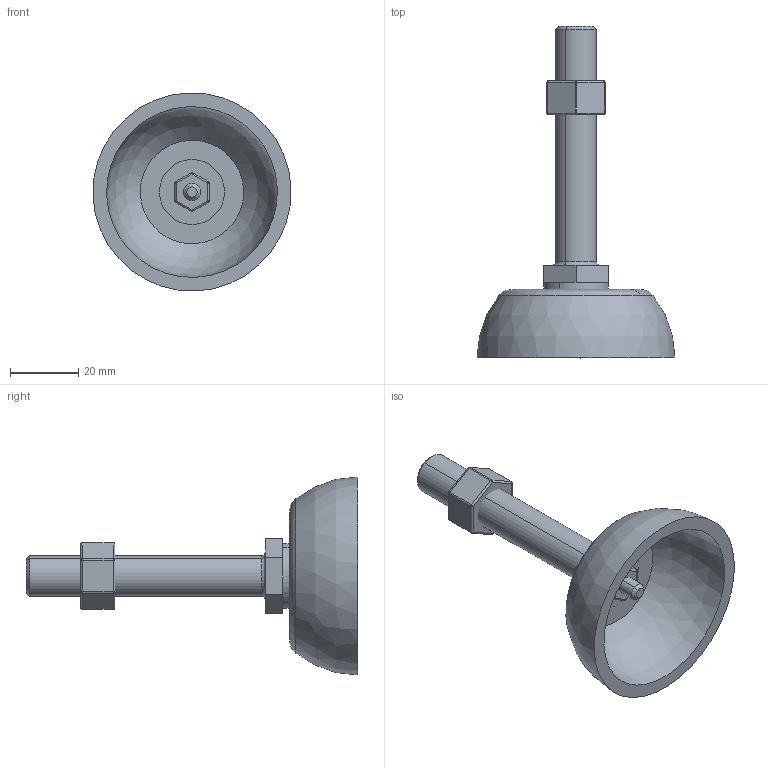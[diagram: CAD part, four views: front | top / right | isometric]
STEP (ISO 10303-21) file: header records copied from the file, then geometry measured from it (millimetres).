
FILE_DESCRIPTION (( 'STEP AP214' ), '1' );
FILE_NAME ('B852 Îïîðà ðåãóëèðóåìàÿ Ô58 Ì12õ70.STEP', '2025-07-18T07:00:12', ( '' ), ( '' ), 'SwSTEP 2.0', 'SolidWorks 2025', '' );
FILE_SCHEMA (( 'AUTOMOTIVE_DESIGN' ));
Length unit declared in the file: millimetre
Products named in the file (5): Мал. гайка_00; B852 Опора регулируемая Ф58 М12х70; Опора_00; Вал_00; Гайка_00
Assembly tree (4 placements, depth 2):
  B852 Опора регулируемая Ф58 М12х70
    Опора_00
    Вал_00
    Гайка_00
    Мал. гайка_00
Bounding box: 57.94 x 97.1 x 57.94 mm (x, y, z)
Volume: 26105.6 mm3; surface area: 14807.7 mm2
Topology: 4 solids, 4 shells, 128 faces, 279 edges, 150 vertices
Faces by surface type: cylinder 50, plane 36, sphere 26, cone 12, torus 4
Entity records: 3456 total; most frequent: DIRECTION 656, CARTESIAN_POINT 529, ORIENTED_EDGE 508, AXIS2_PLACEMENT_3D 267, EDGE_CURVE 254, VERTEX_POINT 140, EDGE_LOOP 140, CIRCLE 132
